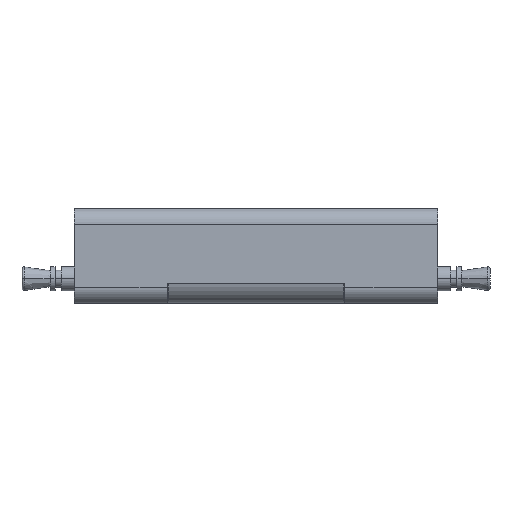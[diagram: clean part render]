
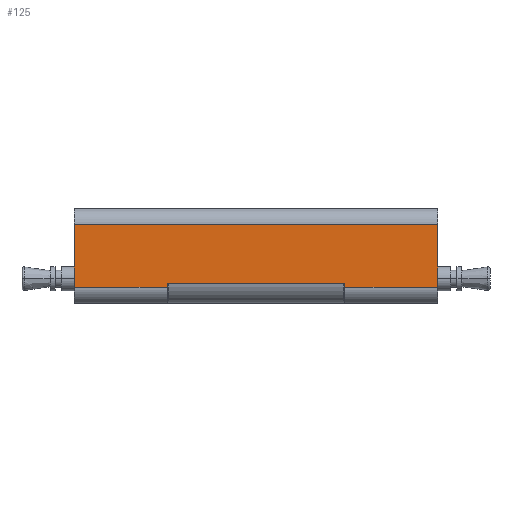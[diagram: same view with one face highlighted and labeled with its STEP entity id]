
A CAD part, left-side view. The second image highlights one B-rep face of the part: STEP entity #125.
In plain terms, the highlighted planar face has unit normal (-1, 0, 0).
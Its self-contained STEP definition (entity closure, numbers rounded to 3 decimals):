
#125=ADVANCED_FACE('',(#264),#2210,.T.);
#264=FACE_OUTER_BOUND('',#411,.T.);
#411=EDGE_LOOP('',(#840,#841,#842,#843,#844,#845,#846,#847));
#840=ORIENTED_EDGE('',*,*,#1339,.T.);
#841=ORIENTED_EDGE('',*,*,#1322,.T.);
#842=ORIENTED_EDGE('',*,*,#1304,.T.);
#843=ORIENTED_EDGE('',*,*,#1312,.F.);
#844=ORIENTED_EDGE('',*,*,#1340,.T.);
#845=ORIENTED_EDGE('',*,*,#1338,.T.);
#846=ORIENTED_EDGE('',*,*,#1326,.T.);
#847=ORIENTED_EDGE('',*,*,#1337,.F.);
#1304=EDGE_CURVE('',#2059,#2060,#1568,.T.);
#1312=EDGE_CURVE('',#2067,#2060,#1574,.T.);
#1322=EDGE_CURVE('',#2074,#2059,#1583,.T.);
#1326=EDGE_CURVE('',#2064,#2063,#1586,.T.);
#1337=EDGE_CURVE('',#2077,#2063,#1591,.T.);
#1338=EDGE_CURVE('',#2078,#2064,#1592,.T.);
#1339=EDGE_CURVE('',#2077,#2074,#1593,.T.);
#1340=EDGE_CURVE('',#2067,#2078,#1594,.T.);
#1568=B_SPLINE_CURVE_WITH_KNOTS('',1,(#10192,#10193),.UNSPECIFIED.,.F.,
 .F.,(2,2),(0.,90.),.UNSPECIFIED.);
#1574=B_SPLINE_CURVE_WITH_KNOTS('',1,(#10210,#10211),.UNSPECIFIED.,.F.,
 .F.,(2,2),(-15.5,0.),.UNSPECIFIED.);
#1583=B_SPLINE_CURVE_WITH_KNOTS('',1,(#10236,#10237),.UNSPECIFIED.,.F.,
 .F.,(2,2),(-15.5,0.),.UNSPECIFIED.);
#1586=B_SPLINE_CURVE_WITH_KNOTS('',1,(#10246,#10247),.UNSPECIFIED.,.F.,
 .F.,(2,2),(50.,94.),.UNSPECIFIED.);
#1591=B_SPLINE_CURVE_WITH_KNOTS('',1,(#10276,#10277),.UNSPECIFIED.,.F.,
 .F.,(2,2),(-0.945,0.),.UNSPECIFIED.);
#1592=B_SPLINE_CURVE_WITH_KNOTS('',1,(#10278,#10279),.UNSPECIFIED.,.F.,
 .F.,(2,2),(-0.945,0.),.UNSPECIFIED.);
#1593=B_SPLINE_CURVE_WITH_KNOTS('',1,(#10280,#10281),.UNSPECIFIED.,.F.,
 .F.,(2,2),(0.,23.),.UNSPECIFIED.);
#1594=B_SPLINE_CURVE_WITH_KNOTS('',1,(#10282,#10283),.UNSPECIFIED.,.F.,
 .F.,(2,2),(0.,23.),.UNSPECIFIED.);
#2059=VERTEX_POINT('',#7888);
#2060=VERTEX_POINT('',#7889);
#2063=VERTEX_POINT('',#7892);
#2064=VERTEX_POINT('',#7893);
#2067=VERTEX_POINT('',#7896);
#2074=VERTEX_POINT('',#7903);
#2077=VERTEX_POINT('',#7906);
#2078=VERTEX_POINT('',#7907);
#2210=PLANE('',#2439);
#2439=AXIS2_PLACEMENT_3D('',#7772,#2706,$);
#2706=DIRECTION('',(-1.,0.,0.));
#7772=CARTESIAN_POINT('',(-1.766,-178.329,-12.769));
#7888=CARTESIAN_POINT('',(-1.766,-178.329,6.731));
#7889=CARTESIAN_POINT('',(-1.766,-88.329,6.731));
#7892=CARTESIAN_POINT('',(-1.766,-155.329,-7.824));
#7893=CARTESIAN_POINT('',(-1.766,-111.329,-7.824));
#7896=CARTESIAN_POINT('',(-1.766,-88.329,-8.769));
#7903=CARTESIAN_POINT('',(-1.766,-178.329,-8.769));
#7906=CARTESIAN_POINT('',(-1.766,-155.329,-8.769));
#7907=CARTESIAN_POINT('',(-1.766,-111.329,-8.769));
#10192=CARTESIAN_POINT('',(-1.766,-178.329,6.731));
#10193=CARTESIAN_POINT('',(-1.766,-88.329,6.731));
#10210=CARTESIAN_POINT('',(-1.766,-88.329,-8.769));
#10211=CARTESIAN_POINT('',(-1.766,-88.329,6.731));
#10236=CARTESIAN_POINT('',(-1.766,-178.329,-8.769));
#10237=CARTESIAN_POINT('',(-1.766,-178.329,6.731));
#10246=CARTESIAN_POINT('',(-1.766,-111.329,-7.824));
#10247=CARTESIAN_POINT('',(-1.766,-155.329,-7.824));
#10276=CARTESIAN_POINT('',(-1.766,-155.329,-8.769));
#10277=CARTESIAN_POINT('',(-1.766,-155.329,-7.824));
#10278=CARTESIAN_POINT('',(-1.766,-111.329,-8.769));
#10279=CARTESIAN_POINT('',(-1.766,-111.329,-7.824));
#10280=CARTESIAN_POINT('',(-1.766,-155.329,-8.769));
#10281=CARTESIAN_POINT('',(-1.766,-178.329,-8.769));
#10282=CARTESIAN_POINT('',(-1.766,-88.329,-8.769));
#10283=CARTESIAN_POINT('',(-1.766,-111.329,-8.769));
